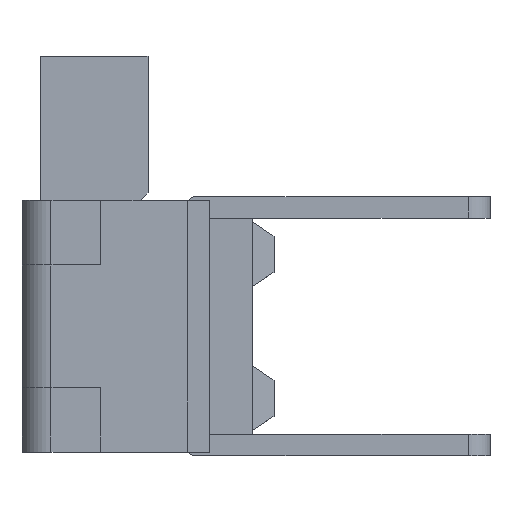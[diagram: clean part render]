
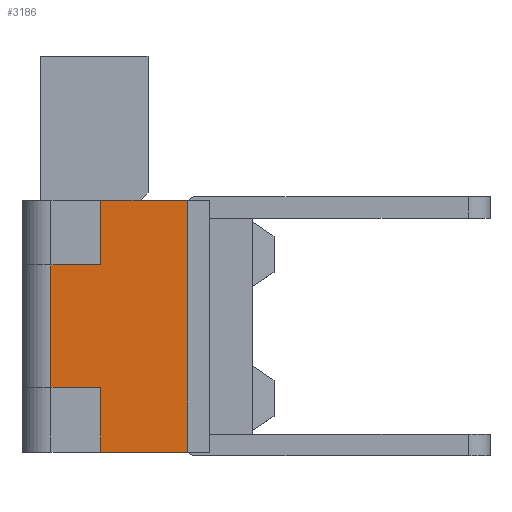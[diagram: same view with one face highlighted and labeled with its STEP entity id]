
A CAD part, left-side view. The second image highlights one B-rep face of the part: STEP entity #3186.
In plain terms, the highlighted planar face has unit normal (-1, 0, 0).
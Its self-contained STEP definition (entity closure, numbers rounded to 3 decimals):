
#160=FACE_OUTER_BOUND('',#328,.T.);
#328=EDGE_LOOP('',(#2106,#2107,#2108,#2109,#2110,#2111,#2112,#2113));
#500=LINE('',#4461,#914);
#501=LINE('',#4463,#915);
#502=LINE('',#4465,#916);
#503=LINE('',#4467,#917);
#504=LINE('',#4469,#918);
#505=LINE('',#4471,#919);
#506=LINE('',#4473,#920);
#507=LINE('',#4474,#921);
#914=VECTOR('',#3597,1000.);
#915=VECTOR('',#3598,1000.);
#916=VECTOR('',#3599,1000.);
#917=VECTOR('',#3600,1000.);
#918=VECTOR('',#3601,1000.);
#919=VECTOR('',#3602,1000.);
#920=VECTOR('',#3603,1000.);
#921=VECTOR('',#3604,1000.);
#1328=VERTEX_POINT('',#4459);
#1329=VERTEX_POINT('',#4460);
#1330=VERTEX_POINT('',#4462);
#1331=VERTEX_POINT('',#4464);
#1332=VERTEX_POINT('',#4466);
#1333=VERTEX_POINT('',#4468);
#1334=VERTEX_POINT('',#4470);
#1335=VERTEX_POINT('',#4472);
#1636=EDGE_CURVE('',#1328,#1329,#500,.T.);
#1637=EDGE_CURVE('',#1329,#1330,#501,.T.);
#1638=EDGE_CURVE('',#1331,#1330,#502,.T.);
#1639=EDGE_CURVE('',#1332,#1331,#503,.T.);
#1640=EDGE_CURVE('',#1333,#1332,#504,.T.);
#1641=EDGE_CURVE('',#1334,#1333,#505,.T.);
#1642=EDGE_CURVE('',#1335,#1334,#506,.T.);
#1643=EDGE_CURVE('',#1328,#1335,#507,.T.);
#2106=ORIENTED_EDGE('',*,*,#1636,.T.);
#2107=ORIENTED_EDGE('',*,*,#1637,.T.);
#2108=ORIENTED_EDGE('',*,*,#1638,.F.);
#2109=ORIENTED_EDGE('',*,*,#1639,.F.);
#2110=ORIENTED_EDGE('',*,*,#1640,.F.);
#2111=ORIENTED_EDGE('',*,*,#1641,.F.);
#2112=ORIENTED_EDGE('',*,*,#1642,.F.);
#2113=ORIENTED_EDGE('',*,*,#1643,.F.);
#3046=PLANE('',#3369);
#3186=ADVANCED_FACE('',(#160),#3046,.F.);
#3369=AXIS2_PLACEMENT_3D('',#4458,#3595,#3596);
#3595=DIRECTION('center_axis',(1.,0.,0.));
#3596=DIRECTION('ref_axis',(0.,0.,-1.));
#3597=DIRECTION('',(0.,0.,-1.));
#3598=DIRECTION('',(0.,-1.,0.));
#3599=DIRECTION('',(0.,0.,1.));
#3600=DIRECTION('',(0.,1.,0.));
#3601=DIRECTION('',(0.,0.,-1.));
#3602=DIRECTION('',(0.,-1.,0.));
#3603=DIRECTION('',(0.,0.,1.));
#3604=DIRECTION('',(0.,-1.,0.));
#4458=CARTESIAN_POINT('Origin',(-6.5,16.963,-0.85));
#4459=CARTESIAN_POINT('',(-6.5,3.097,0.85));
#4460=CARTESIAN_POINT('',(-6.5,3.097,-0.85));
#4461=CARTESIAN_POINT('',(-6.5,3.097,1.8));
#4462=CARTESIAN_POINT('',(-6.5,2.408,-0.85));
#4463=CARTESIAN_POINT('',(-6.5,16.963,-0.85));
#4464=CARTESIAN_POINT('',(-6.5,2.408,-1.75));
#4465=CARTESIAN_POINT('',(-6.5,2.408,-1.75));
#4466=CARTESIAN_POINT('',(-6.5,1.2,-1.75));
#4467=CARTESIAN_POINT('',(-6.5,1.2,-1.75));
#4468=CARTESIAN_POINT('',(-6.5,1.2,1.75));
#4469=CARTESIAN_POINT('',(-6.5,1.2,-1.75));
#4470=CARTESIAN_POINT('',(-6.5,2.408,1.75));
#4471=CARTESIAN_POINT('',(-6.5,2.408,1.75));
#4472=CARTESIAN_POINT('',(-6.5,2.408,0.85));
#4473=CARTESIAN_POINT('',(-6.5,2.408,0.85));
#4474=CARTESIAN_POINT('',(-6.5,16.963,0.85));
